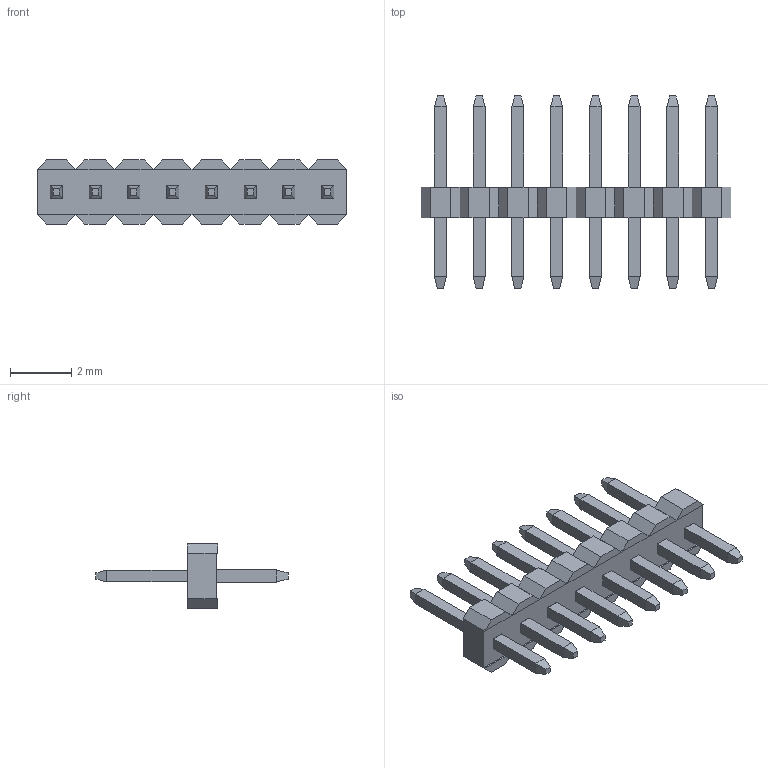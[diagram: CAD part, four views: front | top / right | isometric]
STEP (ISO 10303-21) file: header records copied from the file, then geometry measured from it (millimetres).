
FILE_DESCRIPTION((''),'2;1');
FILE_NAME('M50-3530842_ASM','2020-10-08T09:02:38',('mrudkin'),(''),'CREO PARAMETRIC BY PTC INC, 2020154','CREO PARAMETRIC BY PTC INC, 2020154','');
FILE_SCHEMA(('CONFIG_CONTROL_DESIGN','SHAPE_APPEARANCE_LAYERS_GROUPS'));
Length unit declared in the file: millimetre
Products named in the file (3): M50-35308_MOULD; M50-353_CONTACT; M50-3530842_ASM
Assembly tree (9 placements, depth 2):
  M50-3530842_ASM
    M50-35308_MOULD
    M50-353_CONTACT  x8
Bounding box: 10.16 x 6.3 x 2.1 mm (x, y, z)
Volume: 25.4 mm3; surface area: 155.6 mm2
Topology: 9 solids, 9 shells, 268 faces, 630 edges, 388 vertices
Faces by surface type: plane 268
Entity records: 5470 total; most frequent: CARTESIAN_POINT 717, ORIENTED_EDGE 700, DIRECTION 644, PRESENTATION_STYLE_ASSIGNMENT 371, STYLED_ITEM 352, VECTOR 350, LINE 350, CURVE_STYLE 350
